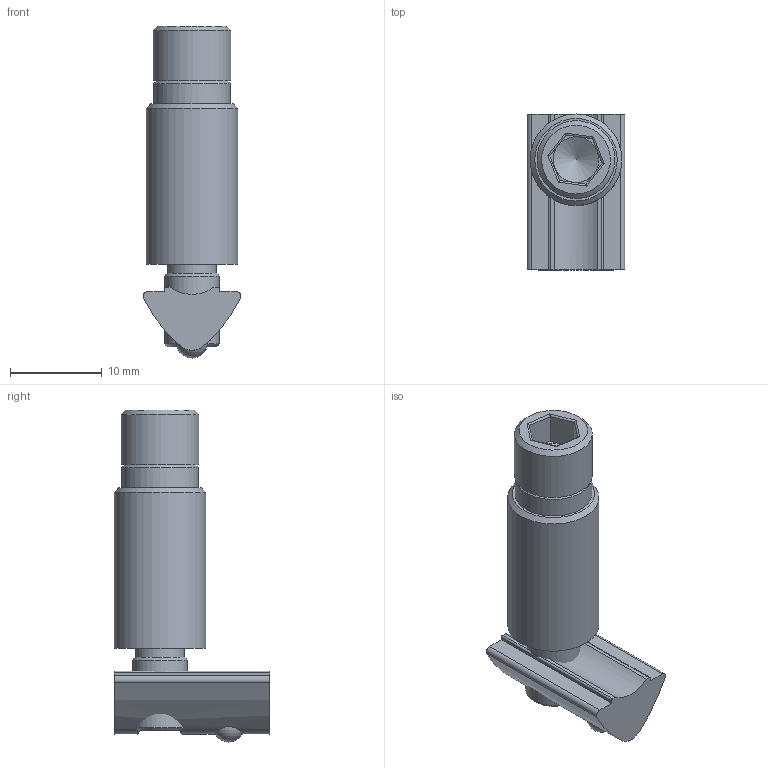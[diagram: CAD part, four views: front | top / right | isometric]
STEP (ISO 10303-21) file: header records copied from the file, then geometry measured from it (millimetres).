
FILE_DESCRIPTION(/* description */ ('KriTec Systemverbinder 6'),/* implementation_level */ '2;1');
FILE_NAME(/* name */ '13013_KriTec_Systemverbinder_6_.stp',/* time_stamp */ '2022-10-14T12:11:57+02:00',/* author */ ('jendrek'),/* organization */ (''),/* preprocessor_version */ 'ST-DEVELOPER v17',/* originating_system */ 'Autodesk Inventor 2018',/* authorisation */ '');
FILE_SCHEMA (('AUTOMOTIVE_DESIGN { 1 0 10303 214 3 1 1 }'));
Length unit declared in the file: millimetre
Products named in the file (4): 13013; 13013a; 10356; 13013_M5x29
Assembly tree (3 placements, depth 2):
  13013
    13013a
    10356
    13013_M5x29
Bounding box: 10.66 x 17 x 36.25 mm (x, y, z)
Volume: 2517.7 mm3; surface area: 2557.7 mm2
Topology: 3 solids, 3 shells, 74 faces, 191 edges, 123 vertices
Faces by surface type: plane 35, cylinder 31, cone 7, sphere 1
Full cylindrical faces by diameter (mm): 4.917 x1, 5 x1, 5.3 x1, 6 x1, 6.2 x1, 8.4 x1, 8.5 x1, 10 x1
Entity records: 2542 total; most frequent: CARTESIAN_POINT 527, DIRECTION 425, ORIENTED_EDGE 378, EDGE_CURVE 189, AXIS2_PLACEMENT_3D 166, VERTEX_POINT 123, LINE 93, VECTOR 93
